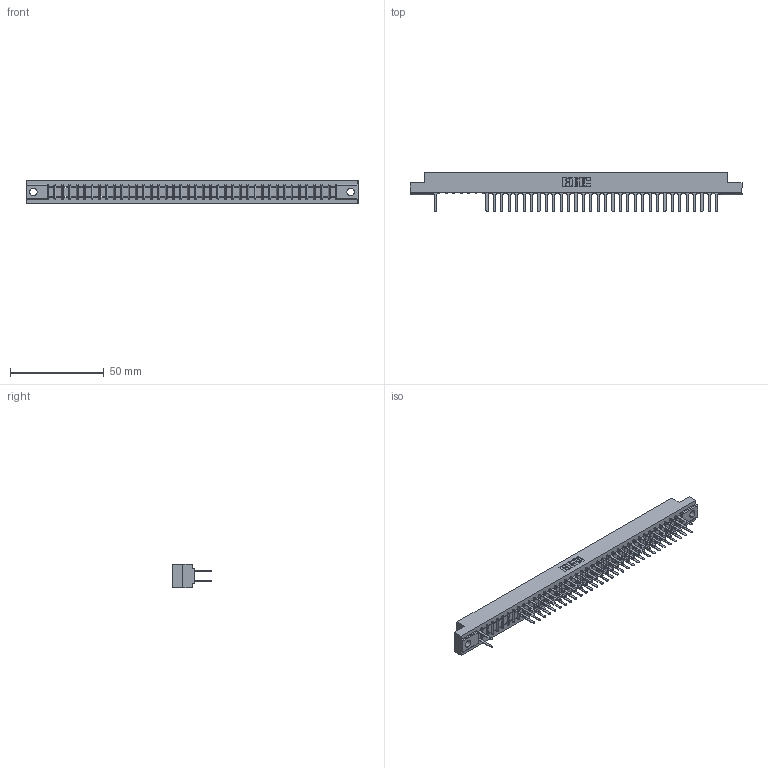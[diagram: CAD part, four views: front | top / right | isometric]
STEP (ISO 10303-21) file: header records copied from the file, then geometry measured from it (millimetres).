
FILE_DESCRIPTION (( 'STEP AP203' ), '1' );
FILE_NAME ('307-078-522-204.STEP', '2018-08-06T17:34:29', ( '' ), ( '' ), 'SwSTEP 2.0', 'SolidWorks 2016', '' );
FILE_SCHEMA (( 'CONFIG_CONTROL_DESIGN' ));
Length unit declared in the file: inch
Products named in the file (3): 307 Part_.156 Dia Mounting Holes; 307-290-001_522; 307-078-522-204
Assembly tree (66 placements, depth 2):
  307-078-522-204
    307 Part_.156 Dia Mounting Holes
    307-290-001_522  x65
Bounding box: 177.55 x 21.11 x 12.7 mm (x, y, z)
Volume: 18724.4 mm3; surface area: 22286.9 mm2
Topology: 66 solids, 66 shells, 3292 faces, 9225 edges, 5954 vertices
Faces by surface type: plane 2177, cylinder 1035, sphere 80
Entity records: 35022 total; most frequent: CARTESIAN_POINT 5788, ORIENTED_EDGE 5746, DIRECTION 5649, EDGE_CURVE 2873, VECTOR 2211, LINE 2211, VERTEX_POINT 1858, AXIS2_PLACEMENT_3D 1719
